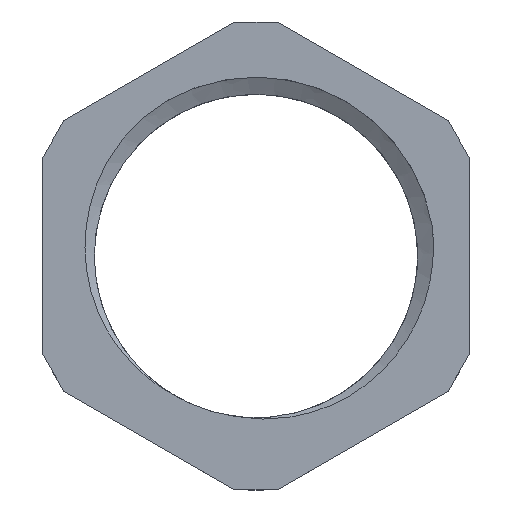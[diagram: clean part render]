
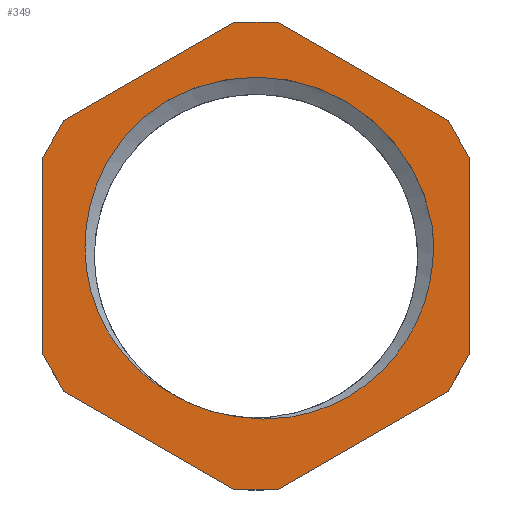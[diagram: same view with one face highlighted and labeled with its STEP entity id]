
A CAD part, top view. The second image highlights one B-rep face of the part: STEP entity #349.
In plain terms, the highlighted planar face has unit normal (0, 0, 1).
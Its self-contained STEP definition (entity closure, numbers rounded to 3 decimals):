
#17=FACE_BOUND('',#140,.T.);
#25=LINE('',#946,#49);
#28=LINE('',#956,#52);
#30=LINE('',#962,#54);
#32=LINE('',#970,#56);
#34=LINE('',#976,#58);
#36=LINE('',#984,#60);
#38=LINE('',#990,#62);
#40=LINE('',#999,#64);
#43=LINE('',#1008,#67);
#44=LINE('',#1013,#68);
#47=LINE('',#1022,#71);
#48=LINE('',#1025,#72);
#49=VECTOR('',#402,10.);
#52=VECTOR('',#407,10.);
#54=VECTOR('',#413,10.);
#56=VECTOR('',#417,10.);
#58=VECTOR('',#423,10.);
#60=VECTOR('',#427,10.);
#62=VECTOR('',#433,10.);
#64=VECTOR('',#437,10.);
#67=VECTOR('',#442,10.);
#68=VECTOR('',#447,10.);
#71=VECTOR('',#452,10.);
#72=VECTOR('',#457,10.);
#86=PLANE('',#385);
#88=CIRCLE('',#360,7.21);
#89=CIRCLE('',#362,7.971);
#118=FACE_OUTER_BOUND('',#139,.T.);
#139=EDGE_LOOP('',(#313,#314,#315,#316,#317,#318,#319,#320,#321,#322,#323,
#324));
#140=EDGE_LOOP('',(#325,#326,#327,#328));
#143=B_SPLINE_CURVE_WITH_KNOTS('',3,(#638,#639,#640,#641,#642,#643,#644,
#645,#646,#647,#648,#649,#650),.UNSPECIFIED.,.F.,.F.,(4,3,3,3,4),(-1.423,
-1.12,-0.756,-0.383,0.),
 .UNSPECIFIED.);
#148=B_SPLINE_CURVE_WITH_KNOTS('',3,(#927,#928,#929,#930,#931,#932,#933,
#934,#935,#936,#937,#938,#939),.UNSPECIFIED.,.F.,.F.,(4,3,3,3,4),(-1.42,
-1.094,-0.72,-0.355,0.),
 .UNSPECIFIED.);
#151=VERTEX_POINT('',#608);
#152=VERTEX_POINT('',#637);
#154=VERTEX_POINT('',#682);
#156=VERTEX_POINT('',#850);
#157=VERTEX_POINT('',#944);
#158=VERTEX_POINT('',#945);
#161=VERTEX_POINT('',#955);
#163=VERTEX_POINT('',#961);
#165=VERTEX_POINT('',#969);
#167=VERTEX_POINT('',#975);
#169=VERTEX_POINT('',#983);
#171=VERTEX_POINT('',#989);
#173=VERTEX_POINT('',#997);
#174=VERTEX_POINT('',#998);
#177=VERTEX_POINT('',#1011);
#178=VERTEX_POINT('',#1012);
#184=EDGE_CURVE('',#151,#152,#143,.T.);
#188=EDGE_CURVE('',#154,#151,#88,.T.);
#191=EDGE_CURVE('',#156,#154,#148,.T.);
#192=EDGE_CURVE('',#156,#152,#89,.T.);
#194=EDGE_CURVE('',#157,#158,#25,.T.);
#198=EDGE_CURVE('',#158,#161,#28,.T.);
#201=EDGE_CURVE('',#161,#163,#30,.T.);
#204=EDGE_CURVE('',#163,#165,#32,.T.);
#207=EDGE_CURVE('',#165,#167,#34,.T.);
#210=EDGE_CURVE('',#167,#169,#36,.T.);
#213=EDGE_CURVE('',#169,#171,#38,.T.);
#216=EDGE_CURVE('',#173,#174,#40,.T.);
#220=EDGE_CURVE('',#174,#157,#43,.T.);
#222=EDGE_CURVE('',#177,#178,#44,.T.);
#226=EDGE_CURVE('',#171,#177,#47,.T.);
#228=EDGE_CURVE('',#178,#173,#48,.T.);
#313=ORIENTED_EDGE('',*,*,#226,.T.);
#314=ORIENTED_EDGE('',*,*,#222,.T.);
#315=ORIENTED_EDGE('',*,*,#228,.T.);
#316=ORIENTED_EDGE('',*,*,#216,.T.);
#317=ORIENTED_EDGE('',*,*,#220,.T.);
#318=ORIENTED_EDGE('',*,*,#194,.T.);
#319=ORIENTED_EDGE('',*,*,#198,.T.);
#320=ORIENTED_EDGE('',*,*,#201,.T.);
#321=ORIENTED_EDGE('',*,*,#204,.T.);
#322=ORIENTED_EDGE('',*,*,#207,.T.);
#323=ORIENTED_EDGE('',*,*,#210,.T.);
#324=ORIENTED_EDGE('',*,*,#213,.T.);
#325=ORIENTED_EDGE('',*,*,#192,.T.);
#326=ORIENTED_EDGE('',*,*,#184,.F.);
#327=ORIENTED_EDGE('',*,*,#188,.F.);
#328=ORIENTED_EDGE('',*,*,#191,.F.);
#349=ADVANCED_FACE('',(#118,#17),#86,.T.);
#360=AXIS2_PLACEMENT_3D('',#711,#392,#393);
#362=AXIS2_PLACEMENT_3D('',#941,#396,#397);
#385=AXIS2_PLACEMENT_3D('',#1031,#466,#467);
#392=DIRECTION('center_axis',(0.,0.,1.));
#393=DIRECTION('ref_axis',(-1.,0.,0.));
#396=DIRECTION('center_axis',(0.,0.,-1.));
#397=DIRECTION('ref_axis',(-1.,0.,0.));
#402=DIRECTION('',(0.866,0.5,0.));
#407=DIRECTION('',(0.5,0.866,0.));
#413=DIRECTION('',(0.,1.,0.));
#417=DIRECTION('',(-0.5,0.866,0.));
#423=DIRECTION('',(-0.866,0.5,0.));
#427=DIRECTION('',(-1.,0.,0.));
#433=DIRECTION('',(-0.866,-0.5,0.));
#437=DIRECTION('',(0.866,-0.5,0.));
#442=DIRECTION('',(1.,0.,0.));
#447=DIRECTION('',(0.,-1.,0.));
#452=DIRECTION('',(-0.5,-0.866,0.));
#457=DIRECTION('',(0.5,-0.866,0.));
#466=DIRECTION('center_axis',(0.,0.,1.));
#467=DIRECTION('ref_axis',(1.,0.,0.));
#608=CARTESIAN_POINT('',(-0.904,-7.153,2.79));
#637=CARTESIAN_POINT('',(7.859,1.329,2.79));
#638=CARTESIAN_POINT('Ctrl Pts',(-0.904,-7.153,2.79));
#639=CARTESIAN_POINT('Ctrl Pts',(0.085,-7.335,2.79));
#640=CARTESIAN_POINT('Ctrl Pts',(1.108,-7.308,2.79));
#641=CARTESIAN_POINT('Ctrl Pts',(2.085,-7.078,2.79));
#642=CARTESIAN_POINT('Ctrl Pts',(3.261,-6.801,2.79));
#643=CARTESIAN_POINT('Ctrl Pts',(4.367,-6.229,2.79));
#644=CARTESIAN_POINT('Ctrl Pts',(5.277,-5.437,2.79));
#645=CARTESIAN_POINT('Ctrl Pts',(6.21,-4.624,2.79));
#646=CARTESIAN_POINT('Ctrl Pts',(6.941,-3.575,2.79));
#647=CARTESIAN_POINT('Ctrl Pts',(7.388,-2.419,2.79));
#648=CARTESIAN_POINT('Ctrl Pts',(7.846,-1.234,2.79));
#649=CARTESIAN_POINT('Ctrl Pts',(8.008,0.062,2.79));
#650=CARTESIAN_POINT('Ctrl Pts',(7.859,1.329,2.79));
#682=CARTESIAN_POINT('',(-3.99,-6.005,2.79));
#711=CARTESIAN_POINT('Origin',(0.,0.,2.79));
#850=CARTESIAN_POINT('',(-5.081,6.142,2.79));
#927=CARTESIAN_POINT('Ctrl Pts',(-5.081,6.142,2.79));
#928=CARTESIAN_POINT('Ctrl Pts',(-5.882,5.406,2.79));
#929=CARTESIAN_POINT('Ctrl Pts',(-6.529,4.509,2.79));
#930=CARTESIAN_POINT('Ctrl Pts',(-6.966,3.517,2.79));
#931=CARTESIAN_POINT('Ctrl Pts',(-7.468,2.377,2.79));
#932=CARTESIAN_POINT('Ctrl Pts',(-7.692,1.114,2.79));
#933=CARTESIAN_POINT('Ctrl Pts',(-7.605,-0.125,2.79));
#934=CARTESIAN_POINT('Ctrl Pts',(-7.52,-1.333,2.79));
#935=CARTESIAN_POINT('Ctrl Pts',(-7.139,-2.525,2.79));
#936=CARTESIAN_POINT('Ctrl Pts',(-6.5,-3.554,2.79));
#937=CARTESIAN_POINT('Ctrl Pts',(-5.877,-4.557,2.79));
#938=CARTESIAN_POINT('Ctrl Pts',(-5.012,-5.407,2.79));
#939=CARTESIAN_POINT('Ctrl Pts',(-3.99,-6.005,2.79));
#941=CARTESIAN_POINT('Origin',(0.,0.,2.79));
#944=CARTESIAN_POINT('',(0.938,-10.428,2.79));
#945=CARTESIAN_POINT('',(8.562,-6.027,2.79));
#946=CARTESIAN_POINT('',(8.916,-5.822,2.79));
#955=CARTESIAN_POINT('',(9.5,-4.401,2.79));
#956=CARTESIAN_POINT('',(9.265,-4.808,2.79));
#961=CARTESIAN_POINT('',(9.5,4.401,2.79));
#962=CARTESIAN_POINT('',(9.5,-0.409,2.79));
#969=CARTESIAN_POINT('',(8.562,6.027,2.79));
#970=CARTESIAN_POINT('',(11.056,1.705,2.79));
#975=CARTESIAN_POINT('',(0.938,10.428,2.79));
#976=CARTESIAN_POINT('',(7.365,6.718,2.79));
#983=CARTESIAN_POINT('',(-0.938,10.428,2.79));
#984=CARTESIAN_POINT('',(4.051,10.428,2.79));
#989=CARTESIAN_POINT('',(-8.562,6.027,2.79));
#990=CARTESIAN_POINT('',(-4.395,8.432,2.79));
#997=CARTESIAN_POINT('',(-8.562,-6.027,2.79));
#998=CARTESIAN_POINT('',(-0.938,-10.428,2.79));
#999=CARTESIAN_POINT('',(1.676,-11.938,2.79));
#1008=CARTESIAN_POINT('',(4.99,-10.428,2.79));
#1011=CARTESIAN_POINT('',(-9.5,4.401,2.79));
#1012=CARTESIAN_POINT('',(-9.5,-4.401,2.79));
#1013=CARTESIAN_POINT('',(-9.5,-4.811,2.79));
#1022=CARTESIAN_POINT('',(-9.265,4.808,2.79));
#1025=CARTESIAN_POINT('',(-6.536,-9.535,2.79));
#1031=CARTESIAN_POINT('Origin',(9.041,-5.22,2.79));
